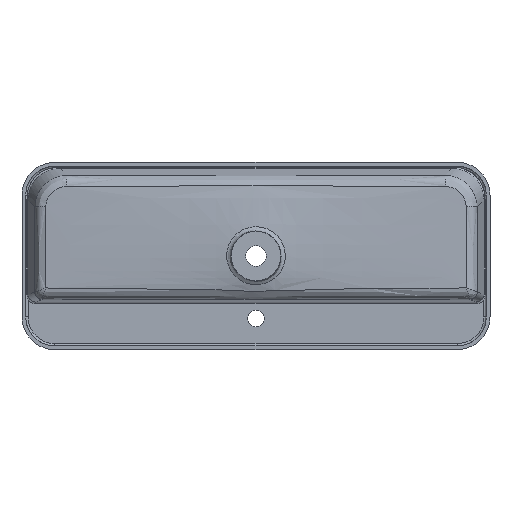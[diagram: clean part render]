
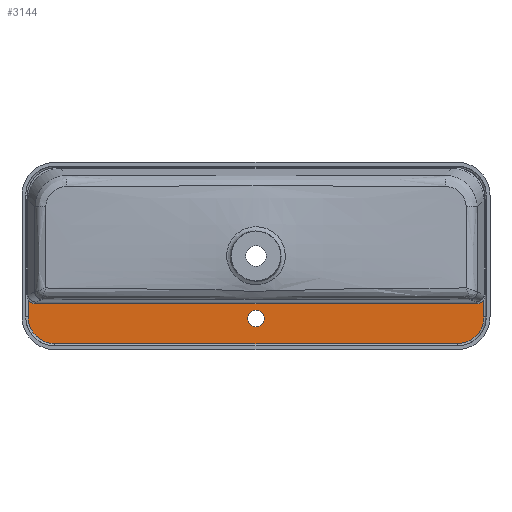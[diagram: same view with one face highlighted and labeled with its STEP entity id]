
A CAD part, front view. The second image highlights one B-rep face of the part: STEP entity #3144.
In plain terms, the highlighted planar face has unit normal (0, -1, 0).
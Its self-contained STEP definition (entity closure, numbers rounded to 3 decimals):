
#86 = CARTESIAN_POINT ( 'NONE',  ( 486.994, -35., 129.86 ) ) ;
#215 = AXIS2_PLACEMENT_3D ( 'NONE', #7410, #1392, #12252 ) ;
#289 = CARTESIAN_POINT ( 'NONE',  ( 430.029, -35., -186.994 ) ) ;
#334 = EDGE_CURVE ( 'NONE', #12684, #1323, #2577, .T. ) ;
#532 = PLANE ( 'NONE',  #215 ) ;
#612 = CARTESIAN_POINT ( 'NONE',  ( 486.994, -35., -130.029 ) ) ;
#883 = EDGE_CURVE ( 'NONE', #12902, #12902, #3654, .T. ) ;
#886 = CARTESIAN_POINT ( 'NONE',  ( -486.994, -35., -130.029 ) ) ;
#1223 = EDGE_CURVE ( 'NONE', #2534, #7503, #11812, .T. ) ;
#1226 = DIRECTION ( 'NONE',  ( 0., 1., 0. ) ) ;
#1323 = VERTEX_POINT ( 'NONE', #886 ) ;
#1392 = DIRECTION ( 'NONE',  ( 0., 1., 0. ) ) ;
#1852 = EDGE_LOOP ( 'NONE', ( #7714, #3710, #8989, #2238, #8367, #8719, #6020, #11160 ) ) ;
#2183 = AXIS2_PLACEMENT_3D ( 'NONE', #2335, #1226, #3317 ) ;
#2238 = ORIENTED_EDGE ( 'NONE', *, *, #7216, .T. ) ;
#2250 = VERTEX_POINT ( 'NONE', #8685 ) ;
#2324 = CARTESIAN_POINT ( 'NONE',  ( 486.994, -35., -163.407 ) ) ;
#2335 = CARTESIAN_POINT ( 'NONE',  ( 0., -35., -133.605 ) ) ;
#2416 = VERTEX_POINT ( 'NONE', #7889 ) ;
#2450 = CARTESIAN_POINT ( 'NONE',  ( -486.994, -35., -94.389 ) ) ;
#2534 = VERTEX_POINT ( 'NONE', #9584 ) ;
#2577 = LINE ( 'NONE', #10614, #7611 ) ;
#3068 = EDGE_CURVE ( 'NONE', #2250, #8353, #4279, .T. ) ;
#3144 = ADVANCED_FACE ( 'NONE', ( #9308, #11392 ), #532, .F. ) ;
#3317 = DIRECTION ( 'NONE',  ( 0., 0., 1. ) ) ;
#3654 = CIRCLE ( 'NONE', #2183, 17.5 ) ;
#3657 =( BOUNDED_CURVE ( )  B_SPLINE_CURVE ( 3, ( #8913, #6767, #4748, #3823 ),
 .UNSPECIFIED., .F., .T. ) 
 B_SPLINE_CURVE_WITH_KNOTS ( ( 4, 4 ),
 ( 0.345, 1.244 ),
 .UNSPECIFIED. ) 
 CURVE ( )  GEOMETRIC_REPRESENTATION_ITEM ( )  RATIONAL_B_SPLINE_CURVE ( ( 1., 0.934, 0.934, 1. ) ) 
 REPRESENTATION_ITEM ( '' )  );
#3710 = ORIENTED_EDGE ( 'NONE', *, *, #1223, .T. ) ;
#3823 = CARTESIAN_POINT ( 'NONE',  ( 470.166, -35., -102.35 ) ) ;
#3873 = VECTOR ( 'NONE', #5332, 1000. ) ;
#3956 =( BOUNDED_CURVE ( )  B_SPLINE_CURVE ( 3, ( #5153, #9132, #4168, #8149 ),
 .UNSPECIFIED., .F., .T. ) 
 B_SPLINE_CURVE_WITH_KNOTS ( ( 4, 4 ),
 ( 2.357, 3.926 ),
 .UNSPECIFIED. ) 
 CURVE ( )  GEOMETRIC_REPRESENTATION_ITEM ( )  RATIONAL_B_SPLINE_CURVE ( ( 1., 0.805, 0.805, 1. ) ) 
 REPRESENTATION_ITEM ( '' )  );
#4005 = EDGE_CURVE ( 'NONE', #4970, #12684, #10720, .T. ) ;
#4168 = CARTESIAN_POINT ( 'NONE',  ( -463.407, -35., -186.994 ) ) ;
#4265 = CARTESIAN_POINT ( 'NONE',  ( -482.916, -35., -99.508 ) ) ;
#4279 = LINE ( 'NONE', #5325, #5878 ) ;
#4300 = CARTESIAN_POINT ( 'NONE',  ( 463.407, -35., -186.994 ) ) ;
#4748 = CARTESIAN_POINT ( 'NONE',  ( 476.909, -35., -102.35 ) ) ;
#4970 = VERTEX_POINT ( 'NONE', #8339 ) ;
#5127 = CARTESIAN_POINT ( 'NONE',  ( 486.994, -35., -94.389 ) ) ;
#5153 = CARTESIAN_POINT ( 'NONE',  ( -486.994, -35., -130.029 ) ) ;
#5325 = CARTESIAN_POINT ( 'NONE',  ( 429.86, -35., -186.994 ) ) ;
#5332 = DIRECTION ( 'NONE',  ( -1., 0., 0. ) ) ;
#5878 = VECTOR ( 'NONE', #9376, 1000. ) ;
#5958 = EDGE_CURVE ( 'NONE', #1323, #2250, #3956, .T. ) ;
#6020 = ORIENTED_EDGE ( 'NONE', *, *, #5958, .T. ) ;
#6572 = DIRECTION ( 'NONE',  ( 0., 0., -1. ) ) ;
#6767 = CARTESIAN_POINT ( 'NONE',  ( 482.916, -35., -99.508 ) ) ;
#7216 = EDGE_CURVE ( 'NONE', #2416, #4970, #7544, .T. ) ;
#7352 = CARTESIAN_POINT ( 'NONE',  ( -471.389, -35., -102.35 ) ) ;
#7410 = CARTESIAN_POINT ( 'NONE',  ( 0., -35., 0. ) ) ;
#7503 = VERTEX_POINT ( 'NONE', #5127 ) ;
#7544 = LINE ( 'NONE', #7352, #3873 ) ;
#7611 = VECTOR ( 'NONE', #6572, 1000. ) ;
#7714 = ORIENTED_EDGE ( 'NONE', *, *, #8961, .T. ) ;
#7889 = CARTESIAN_POINT ( 'NONE',  ( 470.166, -35., -102.35 ) ) ;
#8149 = CARTESIAN_POINT ( 'NONE',  ( -430.029, -35., -186.994 ) ) ;
#8245 = CARTESIAN_POINT ( 'NONE',  ( -476.909, -35., -102.35 ) ) ;
#8339 = CARTESIAN_POINT ( 'NONE',  ( -470.166, -35., -102.35 ) ) ;
#8353 = VERTEX_POINT ( 'NONE', #12319 ) ;
#8367 = ORIENTED_EDGE ( 'NONE', *, *, #4005, .T. ) ;
#8685 = CARTESIAN_POINT ( 'NONE',  ( -430.029, -35., -186.994 ) ) ;
#8719 = ORIENTED_EDGE ( 'NONE', *, *, #334, .T. ) ;
#8913 = CARTESIAN_POINT ( 'NONE',  ( 486.994, -35., -94.389 ) ) ;
#8961 = EDGE_CURVE ( 'NONE', #8353, #2534, #11320, .T. ) ;
#8989 = ORIENTED_EDGE ( 'NONE', *, *, #12905, .T. ) ;
#9132 = CARTESIAN_POINT ( 'NONE',  ( -486.994, -35., -163.407 ) ) ;
#9308 = FACE_BOUND ( 'NONE', #12900, .T. ) ;
#9376 = DIRECTION ( 'NONE',  ( 1., 0., 0. ) ) ;
#9584 = CARTESIAN_POINT ( 'NONE',  ( 486.994, -35., -130.029 ) ) ;
#10614 = CARTESIAN_POINT ( 'NONE',  ( -486.994, -35., -129.86 ) ) ;
#10720 =( BOUNDED_CURVE ( )  B_SPLINE_CURVE ( 3, ( #12237, #8245, #4265, #12371 ),
 .UNSPECIFIED., .F., .T. ) 
 B_SPLINE_CURVE_WITH_KNOTS ( ( 4, 4 ),
 ( 1.898, 2.797 ),
 .UNSPECIFIED. ) 
 CURVE ( )  GEOMETRIC_REPRESENTATION_ITEM ( )  RATIONAL_B_SPLINE_CURVE ( ( 1., 0.934, 0.934, 1. ) ) 
 REPRESENTATION_ITEM ( '' )  );
#11143 = ORIENTED_EDGE ( 'NONE', *, *, #883, .T. ) ;
#11160 = ORIENTED_EDGE ( 'NONE', *, *, #3068, .T. ) ;
#11320 =( BOUNDED_CURVE ( )  B_SPLINE_CURVE ( 3, ( #289, #4300, #2324, #612 ),
 .UNSPECIFIED., .F., .T. ) 
 B_SPLINE_CURVE_WITH_KNOTS ( ( 4, 4 ),
 ( 2.357, 3.926 ),
 .UNSPECIFIED. ) 
 CURVE ( )  GEOMETRIC_REPRESENTATION_ITEM ( )  RATIONAL_B_SPLINE_CURVE ( ( 1., 0.805, 0.805, 1. ) ) 
 REPRESENTATION_ITEM ( '' )  );
#11392 = FACE_OUTER_BOUND ( 'NONE', #1852, .T. ) ;
#11812 = LINE ( 'NONE', #86, #12425 ) ;
#11919 = CARTESIAN_POINT ( 'NONE',  ( 0., -35., -116.105 ) ) ;
#12237 = CARTESIAN_POINT ( 'NONE',  ( -470.166, -35., -102.35 ) ) ;
#12252 = DIRECTION ( 'NONE',  ( 0., 0., 1. ) ) ;
#12319 = CARTESIAN_POINT ( 'NONE',  ( 430.029, -35., -186.994 ) ) ;
#12371 = CARTESIAN_POINT ( 'NONE',  ( -486.994, -35., -94.389 ) ) ;
#12425 = VECTOR ( 'NONE', #12859, 1000. ) ;
#12684 = VERTEX_POINT ( 'NONE', #2450 ) ;
#12859 = DIRECTION ( 'NONE',  ( 0., 0., 1. ) ) ;
#12900 = EDGE_LOOP ( 'NONE', ( #11143 ) ) ;
#12902 = VERTEX_POINT ( 'NONE', #11919 ) ;
#12905 = EDGE_CURVE ( 'NONE', #7503, #2416, #3657, .T. ) ;
